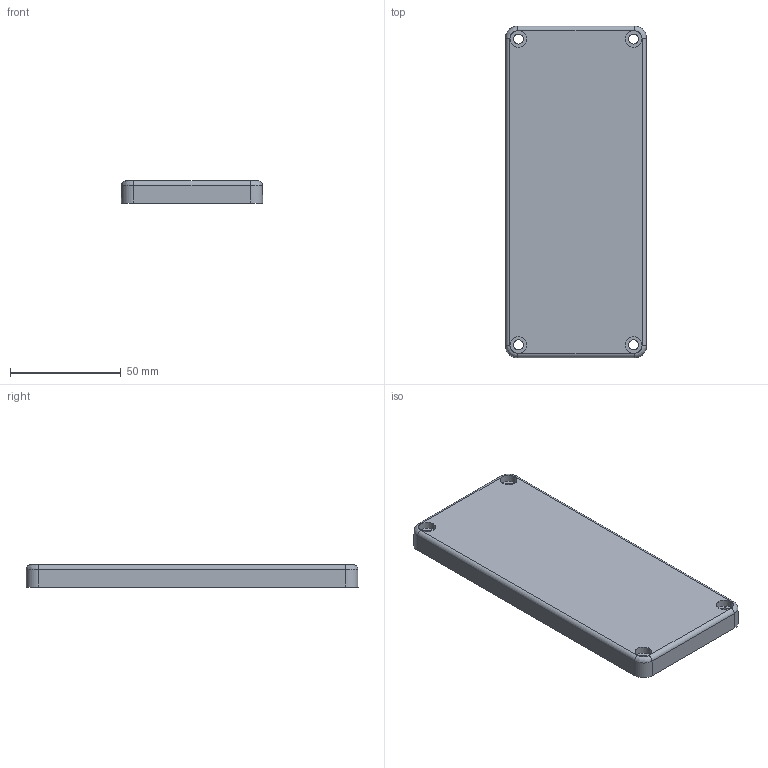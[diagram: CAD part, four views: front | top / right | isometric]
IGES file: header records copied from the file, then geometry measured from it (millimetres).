
Global section: file name: No Iges File Name specified; native system: AutoDesk Inventor R11.0; preprocessor: AutoDesk Inventor Iges Exporter R11.0; author: No Author specified; organization: No Organization specified; date: 20070207.095524; units: millimetre
Bounding box: 63.7 x 149.6 x 10 mm (x, y, z)
Volume: 45310.3 mm3; surface area: 27721.9 mm2
Topology: 1 solids, 1 shells, 139 faces, 354 edges, 226 vertices
Faces by surface type: plane 47, bspline 36, revolution 32, cone 16, cylinder 8
